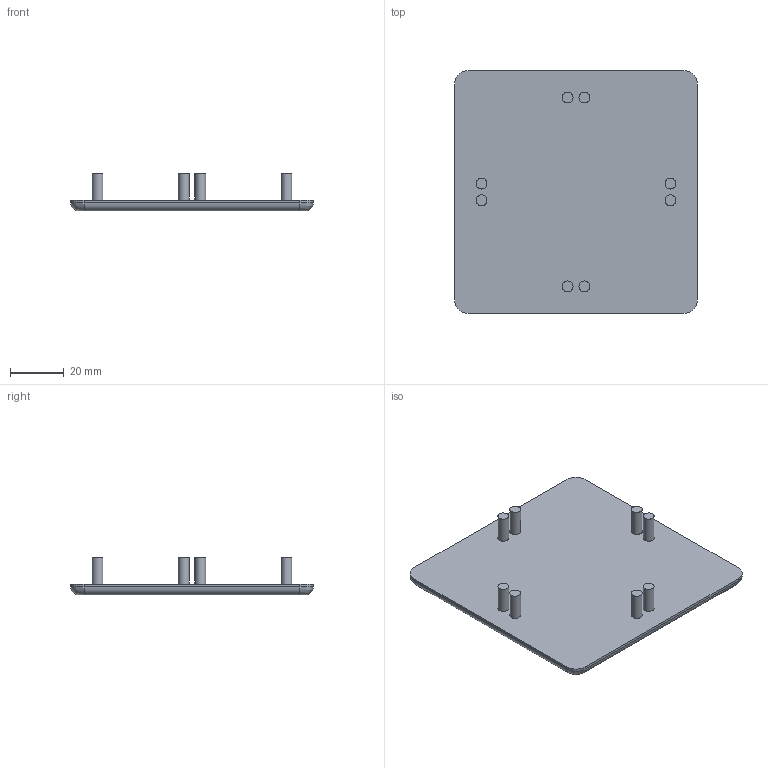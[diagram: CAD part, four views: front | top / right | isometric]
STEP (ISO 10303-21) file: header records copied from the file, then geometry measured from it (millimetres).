
FILE_DESCRIPTION(/* description */ (''),/* implementation_level */ '2;1');
FILE_NAME(/* name */ '229090BT.igs.stp',/* time_stamp */ '2022-10-04T08:55:05+02:00',/* author */ ('aluteckkpl_am'),/* organization */ (''),/* preprocessor_version */ 'ST-DEVELOPER v18.1',/* originating_system */ 'Autodesk Inventor 2021',/* authorisation */ '');
FILE_SCHEMA (('CONFIG_CONTROL_DESIGN'));
Length unit declared in the file: millimetre
Products named in the file (2): 229090BT-ZP; 229090BT
Assembly tree (1 placements, depth 2):
  229090BT-ZP
    229090BT
Bounding box: 90 x 90 x 14 mm (x, y, z)
Volume: 32648.9 mm3; surface area: 18111.6 mm2
Topology: 1 solids, 1 shells, 34 faces, 64 edges, 40 vertices
Faces by surface type: cylinder 16, plane 14, bspline 4
Full cylindrical faces by diameter (mm): 4 x8
Entity records: 943 total; most frequent: CARTESIAN_POINT 173, DIRECTION 166, ORIENTED_EDGE 128, AXIS2_PLACEMENT_3D 69, EDGE_CURVE 64, EDGE_LOOP 42, VERTEX_POINT 40, CIRCLE 36
